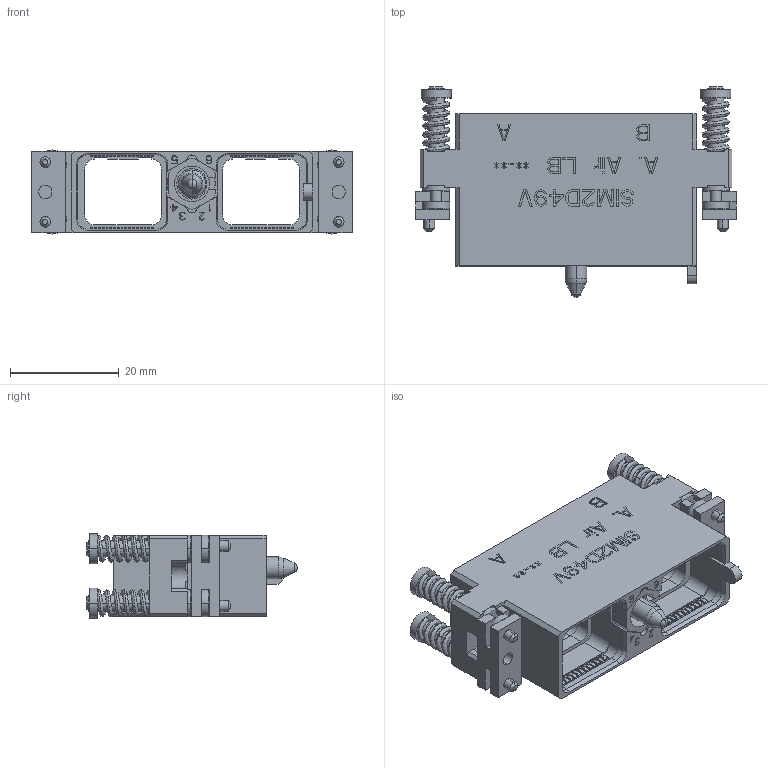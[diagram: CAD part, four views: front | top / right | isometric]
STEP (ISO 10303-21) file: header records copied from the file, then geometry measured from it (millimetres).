
FILE_DESCRIPTION((''),'2;1');
FILE_NAME('SIM2D49VG','2019-09-11T',('presta_be4'),(''),'PRO/ENGINEER BY PARAMETRIC TECHNOLOGY CORPORATION, 2014310','PRO/ENGINEER BY PARAMETRIC TECHNOLOGY CORPORATION, 2014310','');
FILE_SCHEMA(('CONFIG_CONTROL_DESIGN'));
Products named in the file (1): SIM2D49VG
Bounding box: 59.02 x 38.74 x 15.5 mm (x, y, z)
Volume: 8935.9 mm3; surface area: 13494.9 mm2
Topology: 1 solids, 1 shells, 2785 faces, 7882 edges, 4923 vertices
Faces by surface type: plane 1515, cylinder 626, cone 240, sphere 196, torus 192, bspline 16
Entity records: 101360 total; most frequent: CARTESIAN_POINT 28976, DIRECTION 15450, ORIENTED_EDGE 14992, EDGE_CURVE 7496, AXIS2_PLACEMENT_3D 5241, VECTOR 4968, LINE 4968, VERTEX_POINT 4923
